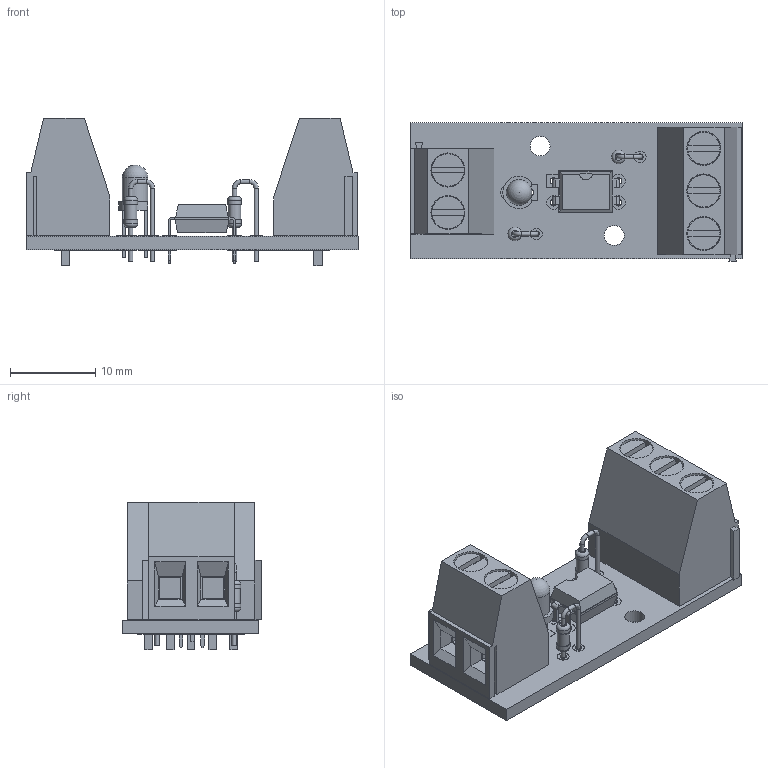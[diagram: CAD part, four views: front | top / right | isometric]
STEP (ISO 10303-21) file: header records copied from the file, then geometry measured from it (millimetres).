
FILE_DESCRIPTION(('KiCad electronic assembly'),'2;1');
FILE_NAME('single-channel-optocoupler.step','2024-12-27T22:43:12',( 'Pcbnew'),('Kicad'),'Open CASCADE STEP processor 7.8', 'KiCad to STEP converter','Unknown');
FILE_SCHEMA(('AUTOMOTIVE_DESIGN { 1 0 10303 214 1 1 1 1 }'));
Length unit declared in the file: millimetre
Products named in the file (87): single-channel-optocoupler 1; TerminalBlock_Phoenix_MKDS-1,5-2_1x02_P5.00mm_Horizontal; TerminalBlock_Phoenix_MKDS_15_2_1x02_P500mm_Horizontal; R_Axial_DIN0204_L3.6mm_D1.6mm_P2.54mm_Vertical; R_Axial_DIN0204_L36mm_D16mm_P254mm_Vertical; LED_D3.0mm; TerminalBlock_Phoenix_MKDS-1,5-3_1x03_P5.00mm_Horizontal; TerminalBlock_Phoenix_MKDS_15_3_1x03_P500mm_Horizontal; DIP-4_W7.62mm; single-channel-optocoupler_track_1; single-channel-optocoupler_track_2; single-channel-optocoupler_track_3; single-channel-optocoupler_track_4; single-channel-optocoupler_track_5; single-channel-optocoupler_track_6; single-channel-optocoupler_track_7; single-channel-optocoupler_track_8; single-channel-optocoupler_track_9; single-channel-optocoupler_track_10; single-channel-optocoupler_track_11; single-channel-optocoupler_track_12; single-channel-optocoupler_track_13; single-channel-optocoupler_track_14; single-channel-optocoupler_track_15; single-channel-optocoupler_track_16; single-channel-optocoupler_track_17; single-channel-optocoupler_track_18; single-channel-optocoupler_track_19; single-channel-optocoupler_track_20; single-channel-optocoupler_track_21; single-channel-optocoupler_track_22; single-channel-optocoupler_track_23; single-channel-optocoupler_track_24; single-channel-optocoupler_track_25; single-channel-optocoupler_track_26; single-channel-optocoupler_track_27; single-channel-optocoupler_track_28; single-channel-optocoupler_track_29; single-channel-optocoupler_track_30; single-channel-optocoupler_pad_1 ...
Assembly tree (87 placements, depth 3):
  single-channel-optocoupler 1
    TerminalBlock_Phoenix_MKDS-1,5-2_1x02_P5.00mm_Horizontal
      TerminalBlock_Phoenix_MKDS_15_2_1x02_P500mm_Horizontal
    R_Axial_DIN0204_L3.6mm_D1.6mm_P2.54mm_Vertical  x2
      R_Axial_DIN0204_L36mm_D16mm_P254mm_Vertical
    LED_D3.0mm
      LED_D3.0mm
    TerminalBlock_Phoenix_MKDS-1,5-3_1x03_P5.00mm_Horizontal
      TerminalBlock_Phoenix_MKDS_15_3_1x03_P500mm_Horizontal
    DIP-4_W7.62mm
      DIP-4_W7.62mm
    single-channel-optocoupler_track_1
    single-channel-optocoupler_track_2
    single-channel-optocoupler_track_3
    single-channel-optocoupler_track_4
    single-channel-optocoupler_track_5
    single-channel-optocoupler_track_6
    single-channel-optocoupler_track_7
    single-channel-optocoupler_track_8
    single-channel-optocoupler_track_9
    single-channel-optocoupler_track_10
    single-channel-optocoupler_track_11
    single-channel-optocoupler_track_12
    single-channel-optocoupler_track_13
    single-channel-optocoupler_track_14
    single-channel-optocoupler_track_15
    single-channel-optocoupler_track_16
    single-channel-optocoupler_track_17
    single-channel-optocoupler_track_18
    single-channel-optocoupler_track_19
    single-channel-optocoupler_track_20
    single-channel-optocoupler_track_21
    single-channel-optocoupler_track_22
    single-channel-optocoupler_track_23
    single-channel-optocoupler_track_24
    single-channel-optocoupler_track_25
    single-channel-optocoupler_track_26
    single-channel-optocoupler_track_27
    single-channel-optocoupler_track_28
    single-channel-optocoupler_track_29
    single-channel-optocoupler_track_30
    single-channel-optocoupler_pad_1
    single-channel-optocoupler_pad_2
    single-channel-optocoupler_pad_3
    single-channel-optocoupler_pad_4
    single-channel-optocoupler_pad_5
    single-channel-optocoupler_pad_6
    single-channel-optocoupler_pad_7
    single-channel-optocoupler_pad_8
    single-channel-optocoupler_pad_9
    single-channel-optocoupler_pad_10
    single-channel-optocoupler_pad_11
    single-channel-optocoupler_pad_12
    single-channel-optocoupler_pad_13
    single-channel-optocoupler_pad_14
    single-channel-optocoupler_pad_15
    single-channel-optocoupler_pad_16
    single-channel-optocoupler_pad_17
    single-channel-optocoupler_pad_18
    single-channel-optocoupler_pad_19
Bounding box: 39 x 16.28 x 17.3 mm (x, y, z)
Volume: 3625.4 mm3; surface area: 5466.4 mm2
Topology: 80 solids, 80 shells, 1002 faces, 2369 edges, 1546 vertices
Faces by surface type: plane 776, cylinder 181, bspline 36, torus 8, sphere 1
Full cylindrical faces by diameter (mm): 0.5 x8, 0.65 x12, 0.7 x8, 0.75 x12, 0.8 x8, 0.85 x6, 0.9 x4, 1.25 x15, 1.3 x10, 1.4 x4, 1.44 x2, 1.6 x4, 1.8 x2, 2.312 x1, 2.335 x1, 2.6 x6, 3 x1, 3.8 x5, 4 x5
Entity records: 32965 total; most frequent: CARTESIAN_POINT 5391, DIRECTION 4817, ORIENTED_EDGE 4686, EDGE_CURVE 2343, LINE 1865, VECTOR 1865, VERTEX_POINT 1531, AXIS2_PLACEMENT_3D 1476
